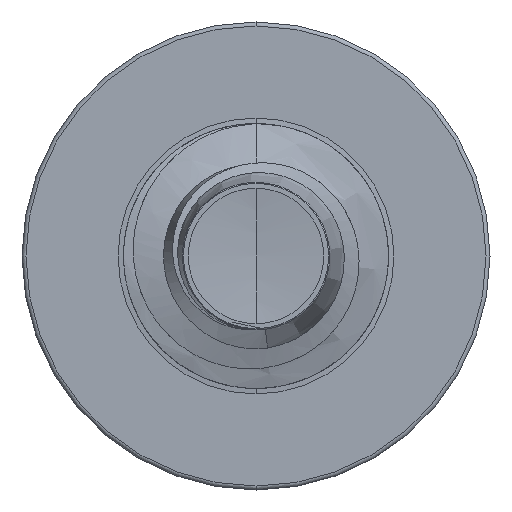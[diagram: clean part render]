
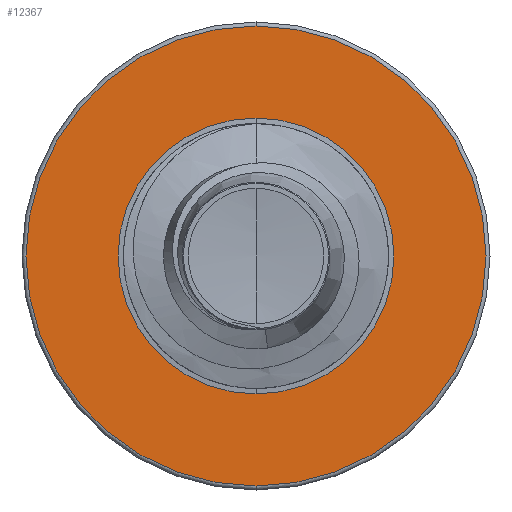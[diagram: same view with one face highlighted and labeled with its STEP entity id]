
A CAD part, front view. The second image highlights one B-rep face of the part: STEP entity #12367.
In plain terms, the highlighted planar face has unit normal (0, -1, 0).
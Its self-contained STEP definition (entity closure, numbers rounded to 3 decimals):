
#545 = EDGE_LOOP ( 'NONE', ( #17095, #2763 ) ) ;
#854 = FACE_OUTER_BOUND ( 'NONE', #545, .T. ) ;
#1002 = CARTESIAN_POINT ( 'NONE',  ( 0., 11., -1.562 ) ) ;
#1171 = CIRCLE ( 'NONE', #15347, 2.605 ) ;
#2030 = DIRECTION ( 'NONE',  ( 0., 0., 1. ) ) ;
#2035 = DIRECTION ( 'NONE',  ( 0., 1., 0. ) ) ;
#2057 = CARTESIAN_POINT ( 'NONE',  ( 0., 11., 0. ) ) ;
#2146 = DIRECTION ( 'NONE',  ( 0., 0., 1. ) ) ;
#2193 = DIRECTION ( 'NONE',  ( 0., 1., 0. ) ) ;
#2217 = CARTESIAN_POINT ( 'NONE',  ( 0., 11., 0. ) ) ;
#2269 = CARTESIAN_POINT ( 'NONE',  ( 0., 11., -2.605 ) ) ;
#2763 = ORIENTED_EDGE ( 'NONE', *, *, #16653, .F. ) ;
#3530 = DIRECTION ( 'NONE',  ( 0., 0., 1. ) ) ;
#3553 = DIRECTION ( 'NONE',  ( 0., 1., 0. ) ) ;
#3555 = CARTESIAN_POINT ( 'NONE',  ( 0., 11., 1.562 ) ) ;
#3637 = PLANE ( 'NONE',  #12331 ) ;
#3669 = CARTESIAN_POINT ( 'NONE',  ( 0., 11., -1.562 ) ) ;
#5205 = DIRECTION ( 'NONE',  ( 0., 0., 1. ) ) ;
#5209 = DIRECTION ( 'NONE',  ( 0., 1., 0. ) ) ;
#5292 = CARTESIAN_POINT ( 'NONE',  ( 0., 11., 0. ) ) ;
#5800 = CARTESIAN_POINT ( 'NONE',  ( 0., 11., 2.605 ) ) ;
#6138 = DIRECTION ( 'NONE',  ( 0., 0., 1. ) ) ;
#6141 = VERTEX_POINT ( 'NONE', #2269 ) ;
#6189 = DIRECTION ( 'NONE',  ( 0., 1., 0. ) ) ;
#6219 = CARTESIAN_POINT ( 'NONE',  ( 0., 11., 0. ) ) ;
#6228 = EDGE_CURVE ( 'NONE', #15696, #14056, #17474, .T. ) ;
#8245 = ORIENTED_EDGE ( 'NONE', *, *, #6228, .T. ) ;
#12331 = AXIS2_PLACEMENT_3D ( 'NONE', #3669, #3553, #3530 ) ;
#12367 = ADVANCED_FACE ( 'NONE', ( #854, #14189 ), #3637, .F. ) ;
#12424 = ORIENTED_EDGE ( 'NONE', *, *, #12887, .T. ) ;
#12887 = EDGE_CURVE ( 'NONE', #14056, #15696, #17745, .T. ) ;
#13576 = EDGE_CURVE ( 'NONE', #16862, #6141, #15243, .T. ) ;
#14056 = VERTEX_POINT ( 'NONE', #1002 ) ;
#14189 = FACE_BOUND ( 'NONE', #17248, .T. ) ;
#14388 = AXIS2_PLACEMENT_3D ( 'NONE', #2217, #2193, #2146 ) ;
#15243 = CIRCLE ( 'NONE', #14388, 2.605 ) ;
#15347 = AXIS2_PLACEMENT_3D ( 'NONE', #6219, #6189, #6138 ) ;
#15696 = VERTEX_POINT ( 'NONE', #3555 ) ;
#16653 = EDGE_CURVE ( 'NONE', #6141, #16862, #1171, .T. ) ;
#16763 = AXIS2_PLACEMENT_3D ( 'NONE', #2057, #2035, #2030 ) ;
#16828 = AXIS2_PLACEMENT_3D ( 'NONE', #5292, #5209, #5205 ) ;
#16862 = VERTEX_POINT ( 'NONE', #5800 ) ;
#17095 = ORIENTED_EDGE ( 'NONE', *, *, #13576, .F. ) ;
#17248 = EDGE_LOOP ( 'NONE', ( #8245, #12424 ) ) ;
#17474 = CIRCLE ( 'NONE', #16763, 1.562 ) ;
#17745 = CIRCLE ( 'NONE', #16828, 1.562 ) ;
